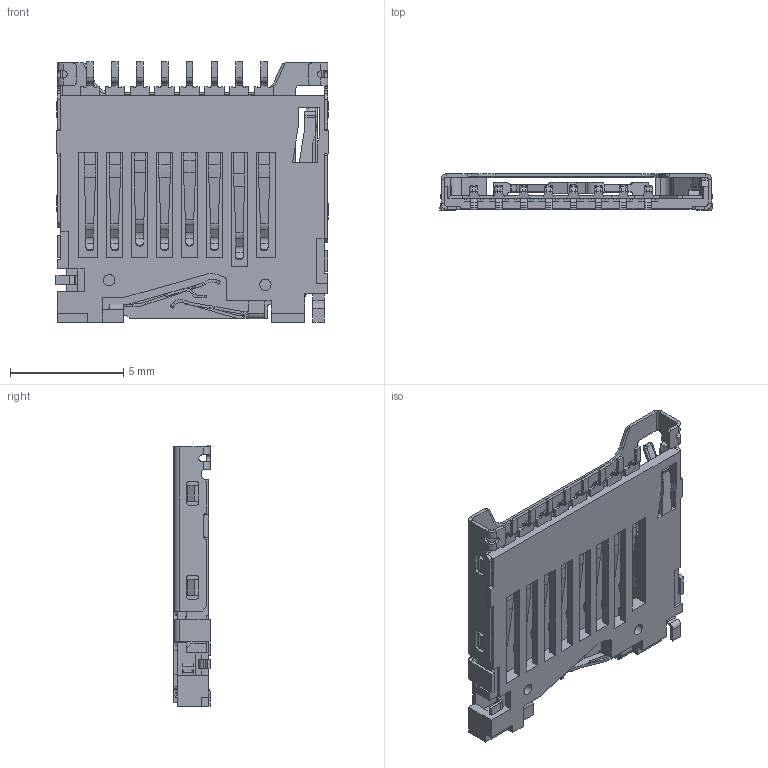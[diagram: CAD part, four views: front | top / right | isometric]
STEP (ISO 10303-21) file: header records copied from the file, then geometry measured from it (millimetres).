
FILE_DESCRIPTION((''),'2;1');
FILE_NAME('114','2015-03-16T',('leo.zeng'),(''),'PRO/ENGINEER BY PARAMETRIC TECHNOLOGY CORPORATION, 2010280','PRO/ENGINEER BY PARAMETRIC TECHNOLOGY CORPORATION, 2010280','');
FILE_SCHEMA(('CONFIG_CONTROL_DESIGN'));
Length unit declared in the file: millimetre
Products named in the file (1): 114
Bounding box: 12.02 x 1.6 x 11.5 mm (x, y, z)
Volume: 69 mm3; surface area: 588.4 mm2
Topology: 1 solids, 2 shells, 1323 faces, 3349 edges, 2001 vertices
Faces by surface type: plane 888, cylinder 373, bspline 30, torus 30, cone 2
Entity records: 39491 total; most frequent: CARTESIAN_POINT 7558, ORIENTED_EDGE 6698, DIRECTION 6632, EDGE_CURVE 3349, VECTOR 2452, LINE 2452, AXIS2_PLACEMENT_3D 2090, VERTEX_POINT 2001
